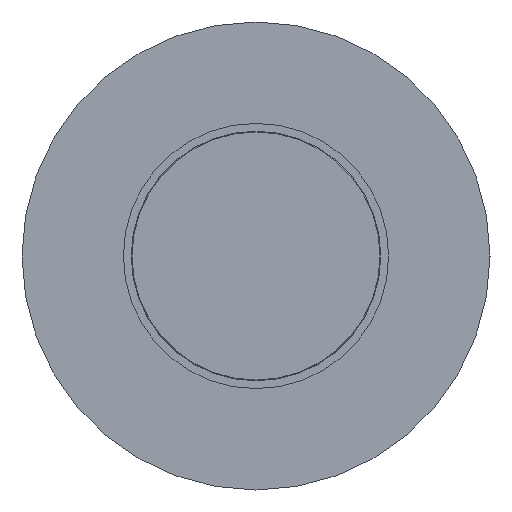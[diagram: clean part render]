
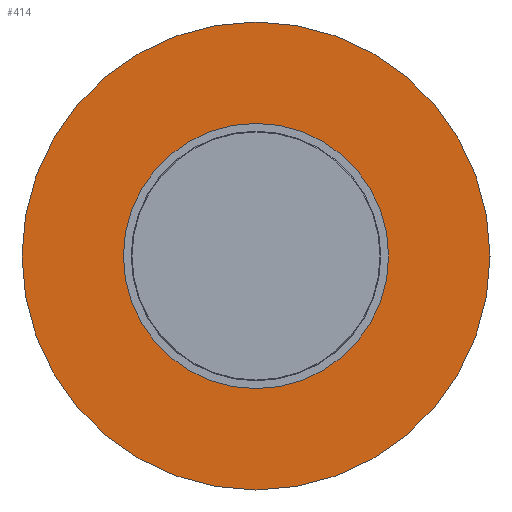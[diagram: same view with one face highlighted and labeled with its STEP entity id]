
A CAD part, left-side view. The second image highlights one B-rep face of the part: STEP entity #414.
In plain terms, the highlighted planar face has unit normal (-1, 0, 0).
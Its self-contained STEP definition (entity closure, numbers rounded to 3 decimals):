
#9 = CIRCLE ( 'NONE', #976, 8.5 ) ;
#72 = CIRCLE ( 'NONE', #90, 15. ) ;
#90 = AXIS2_PLACEMENT_3D ( 'NONE', #578, #161, #737 ) ;
#149 = AXIS2_PLACEMENT_3D ( 'NONE', #980, #340, #166 ) ;
#161 = DIRECTION ( 'NONE',  ( -1., 0., 0. ) ) ;
#166 = DIRECTION ( 'NONE',  ( 0., 0., 1. ) ) ;
#177 = DIRECTION ( 'NONE',  ( 0., -1., 0. ) ) ;
#244 = EDGE_LOOP ( 'NONE', ( #253 ) ) ;
#253 = ORIENTED_EDGE ( 'NONE', *, *, #418, .T. ) ;
#326 = DIRECTION ( 'NONE',  ( 1., 0., 0. ) ) ;
#340 = DIRECTION ( 'NONE',  ( -1., 0., 0. ) ) ;
#353 = CARTESIAN_POINT ( 'NONE',  ( 0., -8.5, 0. ) ) ;
#414 = ADVANCED_FACE ( 'NONE', ( #419, #568 ), #668, .T. ) ;
#418 = EDGE_CURVE ( 'NONE', #595, #595, #72, .T. ) ;
#419 = FACE_BOUND ( 'NONE', #710, .T. ) ;
#501 = CARTESIAN_POINT ( 'NONE',  ( 0., 0., 0. ) ) ;
#521 = EDGE_CURVE ( 'NONE', #889, #889, #9, .T. ) ;
#568 = FACE_OUTER_BOUND ( 'NONE', #244, .T. ) ;
#578 = CARTESIAN_POINT ( 'NONE',  ( 0., 0., 0. ) ) ;
#595 = VERTEX_POINT ( 'NONE', #656 ) ;
#656 = CARTESIAN_POINT ( 'NONE',  ( 0., -15., 0. ) ) ;
#668 = PLANE ( 'NONE',  #149 ) ;
#710 = EDGE_LOOP ( 'NONE', ( #965 ) ) ;
#737 = DIRECTION ( 'NONE',  ( 0., -1., 0. ) ) ;
#889 = VERTEX_POINT ( 'NONE', #353 ) ;
#965 = ORIENTED_EDGE ( 'NONE', *, *, #521, .T. ) ;
#976 = AXIS2_PLACEMENT_3D ( 'NONE', #501, #326, #177 ) ;
#980 = CARTESIAN_POINT ( 'NONE',  ( 0., 0., 0. ) ) ;
